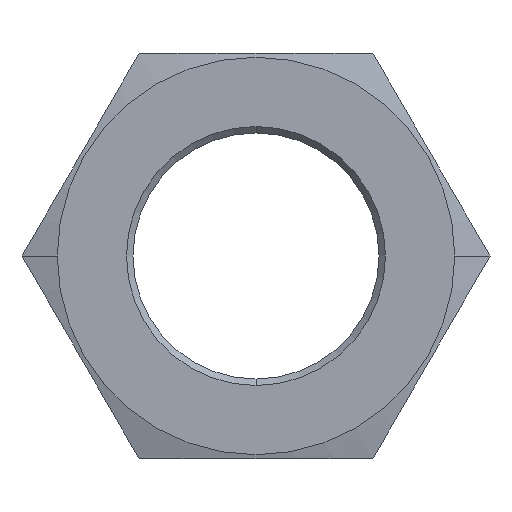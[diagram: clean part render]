
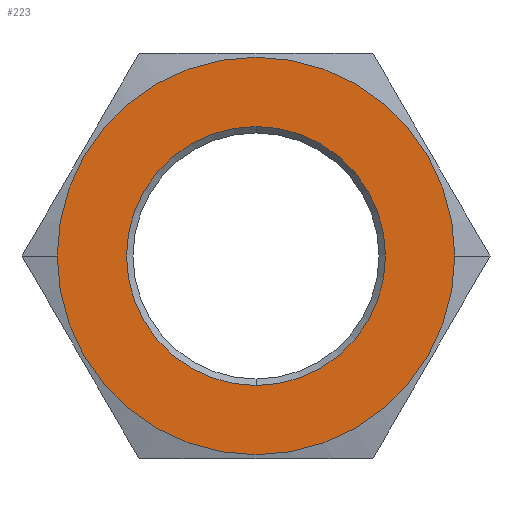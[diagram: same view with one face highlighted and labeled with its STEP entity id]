
A CAD part, front view. The second image highlights one B-rep face of the part: STEP entity #223.
In plain terms, the highlighted planar face has unit normal (0, -1, 0).
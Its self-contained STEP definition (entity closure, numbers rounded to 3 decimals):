
#21 = ORIENTED_EDGE ( 'NONE', *, *, #135, .T. ) ;
#24 = VERTEX_POINT ( 'NONE', #515 ) ;
#32 = EDGE_CURVE ( 'NONE', #714, #370, #240, .T. ) ;
#49 = CARTESIAN_POINT ( 'NONE',  ( 47.982, 25.95, 31.786 ) ) ;
#102 = AXIS2_PLACEMENT_3D ( 'NONE', #530, #345, #471 ) ;
#103 = PLANE ( 'NONE',  #102 ) ;
#118 = DIRECTION ( 'NONE',  ( 0., -1., 0. ) ) ;
#125 = CARTESIAN_POINT ( 'NONE',  ( 47.982, 25.95, 31.786 ) ) ;
#127 = CARTESIAN_POINT ( 'NONE',  ( 47.982, 25.95, 29.246 ) ) ;
#135 = EDGE_CURVE ( 'NONE', #24, #748, #479, .T. ) ;
#152 = CIRCLE ( 'NONE', #301, 3.899 ) ;
#154 = EDGE_LOOP ( 'NONE', ( #436, #342 ) ) ;
#162 = FACE_BOUND ( 'NONE', #154, .T. ) ;
#169 = CARTESIAN_POINT ( 'NONE',  ( 47.982, 25.95, 31.786 ) ) ;
#206 = EDGE_CURVE ( 'NONE', #748, #24, #152, .T. ) ;
#223 = ADVANCED_FACE ( 'F6', ( #162, #650 ), #103, .T. ) ;
#240 = CIRCLE ( 'NONE', #341, 2.54 ) ;
#301 = AXIS2_PLACEMENT_3D ( 'NONE', #49, #539, #787 ) ;
#313 = CARTESIAN_POINT ( 'NONE',  ( 44.083, 25.95, 31.786 ) ) ;
#330 = CIRCLE ( 'NONE', #390, 2.54 ) ;
#336 = EDGE_LOOP ( 'NONE', ( #587, #21 ) ) ;
#341 = AXIS2_PLACEMENT_3D ( 'NONE', #522, #566, #441 ) ;
#342 = ORIENTED_EDGE ( 'NONE', *, *, #32, .F. ) ;
#345 = DIRECTION ( 'NONE',  ( 0., -1., 0. ) ) ;
#370 = VERTEX_POINT ( 'NONE', #127 ) ;
#390 = AXIS2_PLACEMENT_3D ( 'NONE', #125, #118, #785 ) ;
#407 = DIRECTION ( 'NONE',  ( 0., -1., 0. ) ) ;
#436 = ORIENTED_EDGE ( 'NONE', *, *, #590, .F. ) ;
#441 = DIRECTION ( 'NONE',  ( 0., 0., -1. ) ) ;
#471 = DIRECTION ( 'NONE',  ( 1., 0., 0. ) ) ;
#479 = CIRCLE ( 'NONE', #741, 3.899 ) ;
#515 = CARTESIAN_POINT ( 'NONE',  ( 51.881, 25.95, 31.786 ) ) ;
#522 = CARTESIAN_POINT ( 'NONE',  ( 47.982, 25.95, 31.786 ) ) ;
#530 = CARTESIAN_POINT ( 'NONE',  ( 43.693, 25.95, 27.498 ) ) ;
#539 = DIRECTION ( 'NONE',  ( 0., -1., 0. ) ) ;
#566 = DIRECTION ( 'NONE',  ( 0., -1., 0. ) ) ;
#587 = ORIENTED_EDGE ( 'NONE', *, *, #206, .T. ) ;
#590 = EDGE_CURVE ( 'NONE', #370, #714, #330, .T. ) ;
#650 = FACE_OUTER_BOUND ( 'NONE', #336, .T. ) ;
#653 = DIRECTION ( 'NONE',  ( 0., 0., -1. ) ) ;
#687 = CARTESIAN_POINT ( 'NONE',  ( 47.982, 25.95, 34.326 ) ) ;
#714 = VERTEX_POINT ( 'NONE', #687 ) ;
#741 = AXIS2_PLACEMENT_3D ( 'NONE', #169, #407, #653 ) ;
#748 = VERTEX_POINT ( 'NONE', #313 ) ;
#785 = DIRECTION ( 'NONE',  ( 0., 0., -1. ) ) ;
#787 = DIRECTION ( 'NONE',  ( 0., 0., -1. ) ) ;
